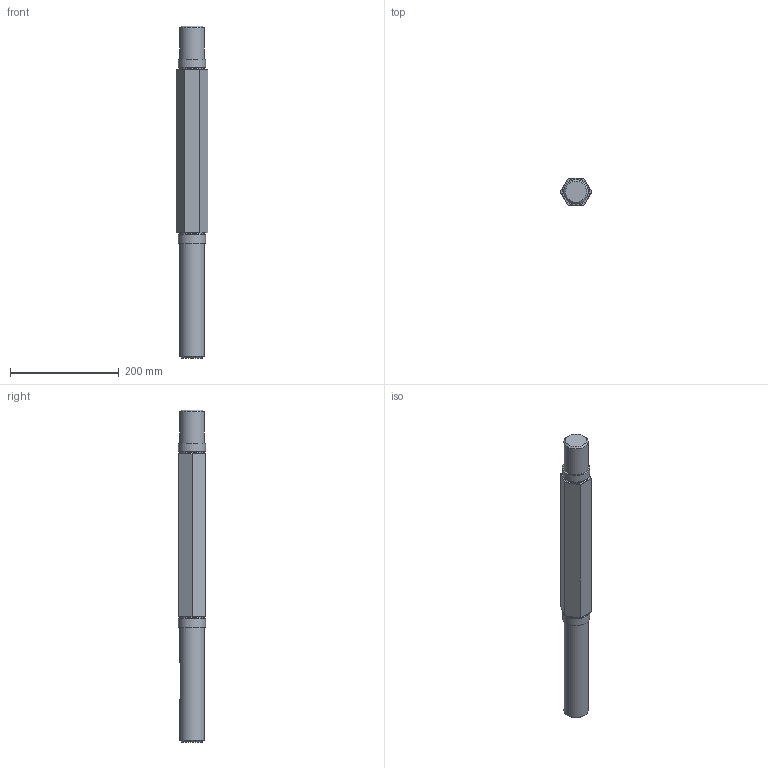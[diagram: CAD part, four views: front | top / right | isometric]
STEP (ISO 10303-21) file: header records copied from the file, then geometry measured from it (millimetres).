
FILE_DESCRIPTION (( 'STEP AP203' ), '1' );
FILE_NAME ('SHRPRO-V1 1120.13-A Shaft 1.STEP', '2020-01-23T12:26:21', ( 'Poste 09' ), ( 'Hewlett-Packard Company' ), 'SwSTEP 2.0', 'SolidWorks 2019', '' );
FILE_SCHEMA (( 'CONFIG_CONTROL_DESIGN' ));
Length unit declared in the file: millimetre
Products named in the file (1): SHRPRO-V1 1120.13-A Shaft 1
Bounding box: 57.73 x 50 x 610 mm (x, y, z)
Volume: 1147824.1 mm3; surface area: 102012.4 mm2
Topology: 1 solids, 1 shells, 31 faces, 62 edges, 40 vertices
Faces by surface type: plane 17, cylinder 8, torus 4, cone 2
Full cylindrical faces by diameter (mm): 45 x4, 50 x2
Entity records: 889 total; most frequent: CARTESIAN_POINT 208, DIRECTION 130, ORIENTED_EDGE 96, AXIS2_PLACEMENT_3D 52, EDGE_LOOP 50, EDGE_CURVE 48, FACE_OUTER_BOUND 41, VERTEX_POINT 38
